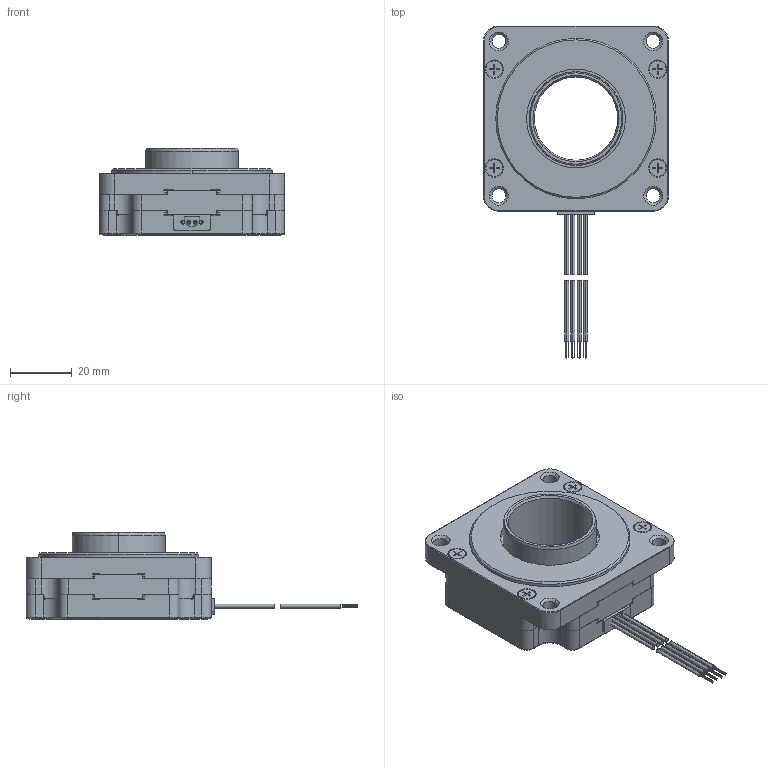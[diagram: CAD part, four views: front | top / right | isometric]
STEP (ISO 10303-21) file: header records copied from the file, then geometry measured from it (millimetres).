
FILE_DESCRIPTION((''),'2;1');
FILE_NAME('4611110064826_ASM','2024-04-16T17:28:38',('ms26442'),(''),'CREO PARAMETRIC BY PTC INC, 2018100','CREO PARAMETRIC BY PTC INC, 2018100','');
FILE_SCHEMA(('CONFIG_CONTROL_DESIGN'));
Products named in the file (21): 4613102101363; 3698153001038; 4613104026731_ASM; 4634140202350; 3632305500226; 4613103016532_ASM; 4219121306382; 4332101306085; 4613106101002; 4693220001278; 4613107115497_ASM; 4613107115498_ASM; 4333201501908; 4331101000997; 4613108010342_ASM; 4219121306383; 4294404002281; 4294440200278_AF1; 4613153002204_ASM; 3219720007474; 4611110064826_ASM
Assembly tree (75 placements, depth 6):
  4611110064826_ASM
    4613153002204_ASM
      4613103016532_ASM
        4613104026731_ASM
          4613102101363
          3698153001038  x2
        4634140202350
        3632305500226
      4219121306382
      4613108010342_ASM
        4613107115498_ASM
          4332101306085
          4613107115497_ASM
            4613106101002
            4693220001278  x50
        4333201501908  x2
        4331101000997  x2
      4219121306383
      4294404002281  x4
      4294440200278_AF1
    3219720007474
Bounding box: 60 x 107.54 x 28.2 mm (x, y, z)
Volume: 41295.3 mm3; surface area: 58972.2 mm2
Topology: 76 solids, 88 shells, 2972 faces, 8055 edges, 5310 vertices
Faces by surface type: plane 1504, cylinder 1305, cone 124, torus 32, bspline 7
Entity records: 72003 total; most frequent: CARTESIAN_POINT 14661, DIRECTION 12554, ORIENTED_EDGE 11784, EDGE_CURVE 5902, AXIS2_PLACEMENT_3D 4584, VERTEX_POINT 3888, VECTOR 3386, LINE 3386
